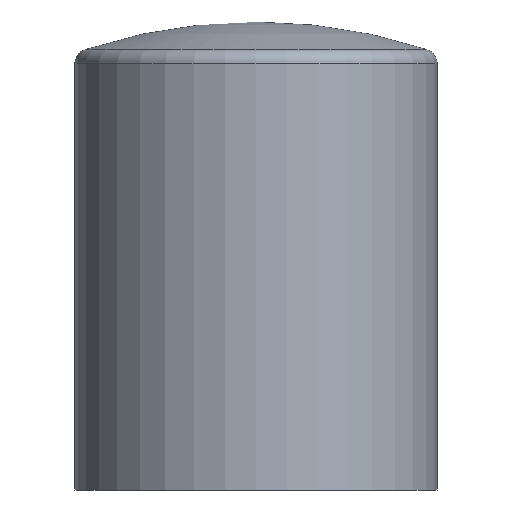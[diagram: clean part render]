
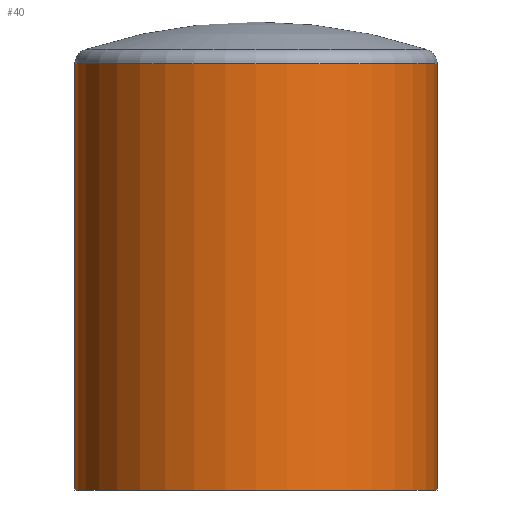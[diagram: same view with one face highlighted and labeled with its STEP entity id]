
A CAD part, front view. The second image highlights one B-rep face of the part: STEP entity #40.
In plain terms, the highlighted cylindrical face has radius 6 mm (diameter 12 mm), a full revolution.
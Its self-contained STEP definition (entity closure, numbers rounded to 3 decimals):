
#40 = ADVANCED_FACE( '', ( #77, #78 ), #79, .T. );
#77 = FACE_OUTER_BOUND( '', #106, .T. );
#78 = FACE_OUTER_BOUND( '', #107, .T. );
#79 = CYLINDRICAL_SURFACE( '', #108, 6. );
#106 = EDGE_LOOP( '', ( #139 ) );
#107 = EDGE_LOOP( '', ( #140 ) );
#108 = AXIS2_PLACEMENT_3D( '', #141, #142, #143 );
#139 = ORIENTED_EDGE( '', *, *, #152, .T. );
#140 = ORIENTED_EDGE( '', *, *, #147, .T. );
#141 = CARTESIAN_POINT( '', ( 0., 0., 57.15 ) );
#142 = DIRECTION( '', ( 0., 0., -1. ) );
#143 = DIRECTION( '', ( 1., 0., 0. ) );
#147 = EDGE_CURVE( '', #159, #159, #160, .T. );
#152 = EDGE_CURVE( '', #167, #167, #168, .T. );
#159 = VERTEX_POINT( '', #175 );
#160 = CIRCLE( '', #176, 6. );
#167 = VERTEX_POINT( '', #183 );
#168 = CIRCLE( '', #184, 6. );
#175 = CARTESIAN_POINT( '', ( 6., 0., 0. ) );
#176 = AXIS2_PLACEMENT_3D( '', #190, #191, #192 );
#183 = CARTESIAN_POINT( '', ( -6., 0., 14.113 ) );
#184 = AXIS2_PLACEMENT_3D( '', #199, #200, #201 );
#190 = CARTESIAN_POINT( '', ( 0., 0., 0. ) );
#191 = DIRECTION( '', ( 0., 0., 1. ) );
#192 = DIRECTION( '', ( 1., 0., 0. ) );
#199 = CARTESIAN_POINT( '', ( 0., 0., 14.113 ) );
#200 = DIRECTION( '', ( 0., 0., -1. ) );
#201 = DIRECTION( '', ( -1., 0., 0. ) );
